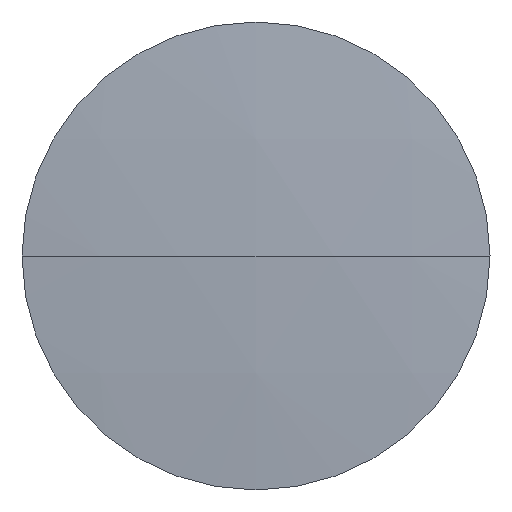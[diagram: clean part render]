
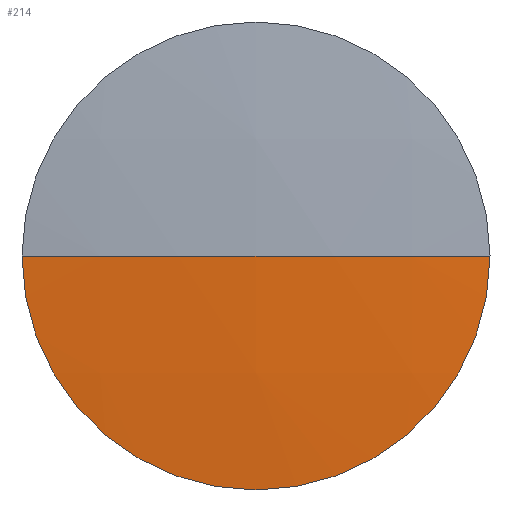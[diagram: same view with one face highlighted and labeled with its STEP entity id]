
A CAD part, left-side view. The second image highlights one B-rep face of the part: STEP entity #214.
In plain terms, the highlighted spherical face has radius 276.42 mm.
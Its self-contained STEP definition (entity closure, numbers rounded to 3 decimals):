
#11 = CIRCLE ( 'NONE', #65, 276.42 ) ;
#20 = CIRCLE ( 'NONE', #57, 25.4 ) ;
#35 = CARTESIAN_POINT ( 'NONE',  ( -105.726, 17.589, -25.4 ) ) ;
#57 = AXIS2_PLACEMENT_3D ( 'NONE', #139, #375, #345 ) ;
#58 = AXIS2_PLACEMENT_3D ( 'NONE', #301, #240, #362 ) ;
#59 = VERTEX_POINT ( 'NONE', #147 ) ;
#65 = AXIS2_PLACEMENT_3D ( 'NONE', #268, #360, #302 ) ;
#67 = CARTESIAN_POINT ( 'NONE',  ( 169.525, 17.589, 0. ) ) ;
#69 = DIRECTION ( 'NONE',  ( 0., 1., 0. ) ) ;
#73 = DIRECTION ( 'NONE',  ( 0., 0., -1. ) ) ;
#83 = ORIENTED_EDGE ( 'NONE', *, *, #376, .T. ) ;
#87 = ORIENTED_EDGE ( 'NONE', *, *, #252, .T. ) ;
#98 = CIRCLE ( 'NONE', #155, 276.42 ) ;
#112 = VERTEX_POINT ( 'NONE', #315 ) ;
#114 = VERTEX_POINT ( 'NONE', #35 ) ;
#118 = EDGE_LOOP ( 'NONE', ( #341, #83, #87, #307 ) ) ;
#139 = CARTESIAN_POINT ( 'NONE',  ( -105.726, 17.589, 0. ) ) ;
#147 = CARTESIAN_POINT ( 'NONE',  ( -105.726, 42.989, 0. ) ) ;
#153 = DIRECTION ( 'NONE',  ( 0., 0., -1. ) ) ;
#155 = AXIS2_PLACEMENT_3D ( 'NONE', #179, #73, #330 ) ;
#169 = FACE_OUTER_BOUND ( 'NONE', #118, .T. ) ;
#179 = CARTESIAN_POINT ( 'NONE',  ( 169.525, 17.589, 0. ) ) ;
#199 = EDGE_CURVE ( 'NONE', #59, #114, #20, .T. ) ;
#214 = ADVANCED_FACE ( 'NONE', ( #169 ), #236, .T. ) ;
#217 = VERTEX_POINT ( 'NONE', #325 ) ;
#236 = SPHERICAL_SURFACE ( 'NONE', #340, 276.42 ) ;
#240 = DIRECTION ( 'NONE',  ( -1., 0., 0. ) ) ;
#252 = EDGE_CURVE ( 'NONE', #112, #217, #98, .T. ) ;
#268 = CARTESIAN_POINT ( 'NONE',  ( 169.525, 17.589, 0. ) ) ;
#301 = CARTESIAN_POINT ( 'NONE',  ( -105.726, 17.589, 0. ) ) ;
#302 = DIRECTION ( 'NONE',  ( 1., 0., 0. ) ) ;
#307 = ORIENTED_EDGE ( 'NONE', *, *, #324, .F. ) ;
#315 = CARTESIAN_POINT ( 'NONE',  ( -105.726, -7.811, 0. ) ) ;
#324 = EDGE_CURVE ( 'NONE', #59, #217, #11, .T. ) ;
#325 = CARTESIAN_POINT ( 'NONE',  ( -106.895, 17.589, 0. ) ) ;
#330 = DIRECTION ( 'NONE',  ( 0., 1., 0. ) ) ;
#333 = CIRCLE ( 'NONE', #58, 25.4 ) ;
#340 = AXIS2_PLACEMENT_3D ( 'NONE', #67, #153, #69 ) ;
#341 = ORIENTED_EDGE ( 'NONE', *, *, #199, .T. ) ;
#345 = DIRECTION ( 'NONE',  ( 0., 0., 1. ) ) ;
#360 = DIRECTION ( 'NONE',  ( 0., 0., 1. ) ) ;
#362 = DIRECTION ( 'NONE',  ( 0., 0., 1. ) ) ;
#375 = DIRECTION ( 'NONE',  ( -1., 0., 0. ) ) ;
#376 = EDGE_CURVE ( 'NONE', #114, #112, #333, .T. ) ;
